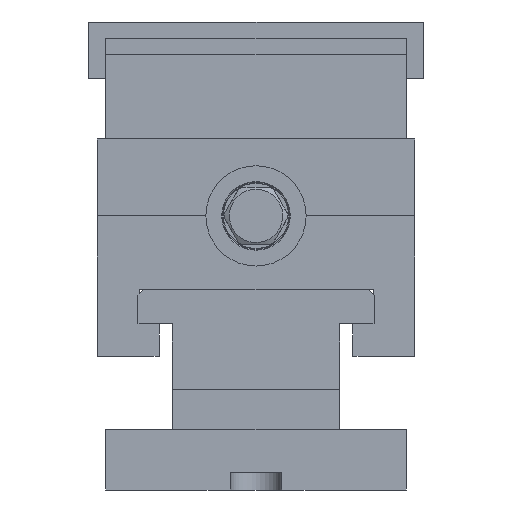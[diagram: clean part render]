
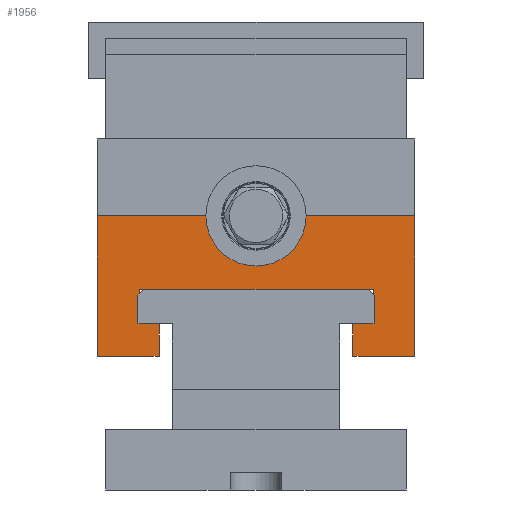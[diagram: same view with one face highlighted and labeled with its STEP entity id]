
A CAD part, left-side view. The second image highlights one B-rep face of the part: STEP entity #1956.
In plain terms, the highlighted planar face has unit normal (-1, 0, 0).
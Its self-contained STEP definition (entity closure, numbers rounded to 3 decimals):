
#1391=CIRCLE('',#11256,15.);
#1956=ADVANCED_FACE('',(#2910),#2545,.T.);
#2545=PLANE('',#11257);
#2910=FACE_OUTER_BOUND('',#3374,.T.);
#3374=EDGE_LOOP('',(#5197,#5198,#5199,#5200,#5201,#5202,#5203,#5204,#5205,
#5206,#5207,#5208,#5209,#5210));
#5197=ORIENTED_EDGE('',*,*,#8394,.T.);
#5198=ORIENTED_EDGE('',*,*,#8440,.F.);
#5199=ORIENTED_EDGE('',*,*,#8441,.F.);
#5200=ORIENTED_EDGE('',*,*,#8442,.F.);
#5201=ORIENTED_EDGE('',*,*,#8443,.T.);
#5202=ORIENTED_EDGE('',*,*,#8444,.F.);
#5203=ORIENTED_EDGE('',*,*,#8445,.F.);
#5204=ORIENTED_EDGE('',*,*,#8446,.F.);
#5205=ORIENTED_EDGE('',*,*,#8447,.F.);
#5206=ORIENTED_EDGE('',*,*,#8448,.T.);
#5207=ORIENTED_EDGE('',*,*,#8449,.T.);
#5208=ORIENTED_EDGE('',*,*,#8438,.T.);
#5209=ORIENTED_EDGE('',*,*,#8415,.T.);
#5210=ORIENTED_EDGE('',*,*,#8450,.T.);
#7209=VERTEX_POINT('',#16332);
#7210=VERTEX_POINT('',#16334);
#7230=VERTEX_POINT('',#16375);
#7231=VERTEX_POINT('',#16377);
#7248=VERTEX_POINT('',#16421);
#7249=VERTEX_POINT('',#16425);
#7250=VERTEX_POINT('',#16427);
#7251=VERTEX_POINT('',#16429);
#7252=VERTEX_POINT('',#16431);
#7253=VERTEX_POINT('',#16433);
#7254=VERTEX_POINT('',#16435);
#7255=VERTEX_POINT('',#16437);
#7256=VERTEX_POINT('',#16439);
#7257=VERTEX_POINT('',#16441);
#8394=EDGE_CURVE('',#7210,#7209,#9611,.T.);
#8415=EDGE_CURVE('',#7231,#7230,#9628,.T.);
#8438=EDGE_CURVE('',#7248,#7231,#9648,.T.);
#8440=EDGE_CURVE('',#7249,#7209,#9650,.T.);
#8441=EDGE_CURVE('',#7250,#7249,#9651,.T.);
#8442=EDGE_CURVE('',#7251,#7250,#9652,.T.);
#8443=EDGE_CURVE('',#7251,#7252,#9653,.T.);
#8444=EDGE_CURVE('',#7253,#7252,#9654,.T.);
#8445=EDGE_CURVE('',#7254,#7253,#9655,.T.);
#8446=EDGE_CURVE('',#7255,#7254,#9656,.T.);
#8447=EDGE_CURVE('',#7256,#7255,#9657,.T.);
#8448=EDGE_CURVE('',#7256,#7257,#9658,.T.);
#8449=EDGE_CURVE('',#7257,#7248,#9659,.T.);
#8450=EDGE_CURVE('',#7230,#7210,#1391,.T.);
#9611=LINE('',#16333,#10447);
#9628=LINE('',#16376,#10464);
#9648=LINE('',#16420,#10484);
#9650=LINE('',#16424,#10486);
#9651=LINE('',#16426,#10487);
#9652=LINE('',#16428,#10488);
#9653=LINE('',#16430,#10489);
#9654=LINE('',#16432,#10490);
#9655=LINE('',#16434,#10491);
#9656=LINE('',#16436,#10492);
#9657=LINE('',#16438,#10493);
#9658=LINE('',#16440,#10494);
#9659=LINE('',#16442,#10495);
#10447=VECTOR('',#13107,1.);
#10464=VECTOR('',#13134,1.);
#10484=VECTOR('',#13168,1.);
#10486=VECTOR('',#13172,1.);
#10487=VECTOR('',#13173,1.);
#10488=VECTOR('',#13174,1.);
#10489=VECTOR('',#13175,1.);
#10490=VECTOR('',#13176,1.);
#10491=VECTOR('',#13177,1.);
#10492=VECTOR('',#13178,1.);
#10493=VECTOR('',#13179,1.);
#10494=VECTOR('',#13180,1.);
#10495=VECTOR('',#13181,1.);
#11256=AXIS2_PLACEMENT_3D('',#16443,#13182,#13183);
#11257=AXIS2_PLACEMENT_3D('',#16444,#13184,#13185);
#13107=DIRECTION('',(0.,1.,0.));
#13134=DIRECTION('',(0.,1.,0.));
#13168=DIRECTION('',(0.,0.,1.));
#13172=DIRECTION('',(0.,0.,1.));
#13173=DIRECTION('',(0.,1.,0.));
#13174=DIRECTION('',(0.,0.,-1.));
#13175=DIRECTION('',(0.,1.,0.));
#13176=DIRECTION('',(0.,0.,-1.));
#13177=DIRECTION('',(0.,1.,0.));
#13178=DIRECTION('',(0.,0.,1.));
#13179=DIRECTION('',(0.,-1.,0.));
#13180=DIRECTION('',(0.,0.,-1.));
#13181=DIRECTION('',(0.,-1.,0.));
#13182=DIRECTION('',(1.,0.,0.));
#13183=DIRECTION('',(0.,0.,-1.));
#13184=DIRECTION('',(-1.,0.,0.));
#13185=DIRECTION('',(0.,0.,1.));
#16332=CARTESIAN_POINT('',(152.778,90.,-32.5));
#16333=CARTESIAN_POINT('',(152.778,42.5,-32.5));
#16334=CARTESIAN_POINT('',(152.778,57.5,-32.5));
#16375=CARTESIAN_POINT('',(152.778,27.5,-32.5));
#16376=CARTESIAN_POINT('',(152.778,42.5,-32.5));
#16377=CARTESIAN_POINT('',(152.778,-5.,-32.5));
#16420=CARTESIAN_POINT('',(152.778,-5.,-64.5));
#16421=CARTESIAN_POINT('',(152.778,-5.,-74.5));
#16424=CARTESIAN_POINT('',(152.778,90.,-64.5));
#16425=CARTESIAN_POINT('',(152.778,90.,-74.5));
#16426=CARTESIAN_POINT('',(152.778,71.5,-74.5));
#16427=CARTESIAN_POINT('',(152.778,71.5,-74.5));
#16428=CARTESIAN_POINT('',(152.778,71.5,-74.5));
#16429=CARTESIAN_POINT('',(152.778,71.5,-64.5));
#16430=CARTESIAN_POINT('',(152.778,71.5,-64.5));
#16431=CARTESIAN_POINT('',(152.778,77.5,-64.5));
#16432=CARTESIAN_POINT('',(152.778,77.5,-64.5));
#16433=CARTESIAN_POINT('',(152.778,77.5,-54.5));
#16434=CARTESIAN_POINT('',(152.778,42.5,-54.5));
#16435=CARTESIAN_POINT('',(152.778,7.5,-54.5));
#16436=CARTESIAN_POINT('',(152.778,7.5,-64.5));
#16437=CARTESIAN_POINT('',(152.778,7.5,-64.5));
#16438=CARTESIAN_POINT('',(152.778,13.5,-64.5));
#16439=CARTESIAN_POINT('',(152.778,13.5,-64.5));
#16440=CARTESIAN_POINT('',(152.778,13.5,-74.5));
#16441=CARTESIAN_POINT('',(152.778,13.5,-74.5));
#16442=CARTESIAN_POINT('',(152.778,42.5,-74.5));
#16443=CARTESIAN_POINT('',(152.778,42.5,-32.5));
#16444=CARTESIAN_POINT('',(152.778,42.5,-64.5));
